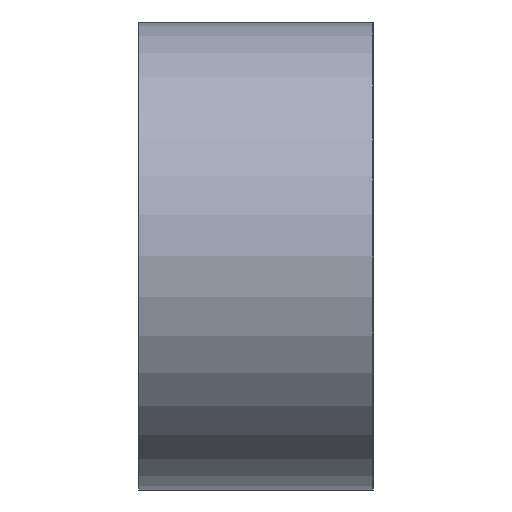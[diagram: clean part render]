
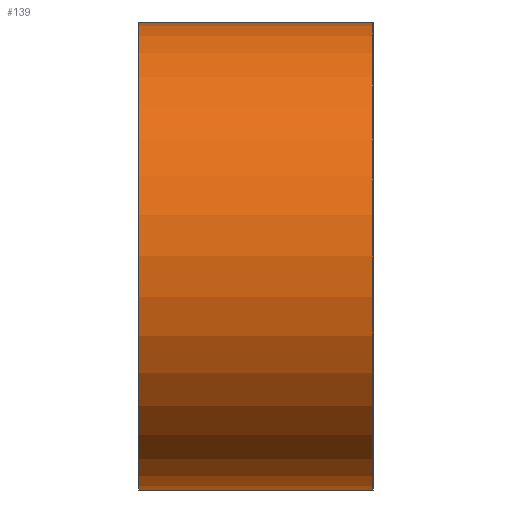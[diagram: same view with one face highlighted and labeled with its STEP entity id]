
A CAD part, left-side view. The second image highlights one B-rep face of the part: STEP entity #139.
In plain terms, the highlighted cylindrical face has radius 10 mm (diameter 20 mm), a partial arc.
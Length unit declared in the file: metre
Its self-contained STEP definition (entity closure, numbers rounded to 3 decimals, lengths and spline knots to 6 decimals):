
#17=CIRCLE('',#163,0.01);
#19=CIRCLE('',#166,0.01);
#23=CYLINDRICAL_SURFACE('',#168,0.01);
#52=ORIENTED_EDGE('',*,*,#71,.F.);
#53=ORIENTED_EDGE('',*,*,#63,.F.);
#54=ORIENTED_EDGE('',*,*,#69,.F.);
#55=ORIENTED_EDGE('',*,*,#59,.F.);
#59=EDGE_CURVE('',#75,#72,#87,.F.);
#63=EDGE_CURVE('',#79,#76,#91,.T.);
#69=EDGE_CURVE('',#72,#79,#17,.T.);
#71=EDGE_CURVE('',#76,#75,#19,.F.);
#72=VERTEX_POINT('',#214);
#75=VERTEX_POINT('',#219);
#76=VERTEX_POINT('',#223);
#79=VERTEX_POINT('',#228);
#87=LINE('',#220,#95);
#91=LINE('',#229,#99);
#95=VECTOR('',#176,1.);
#99=VECTOR('',#182,1.);
#113=EDGE_LOOP('',(#52,#53,#54,#55));
#127=FACE_BOUND('',#113,.T.);
#139=ADVANCED_FACE('',(#127),#23,.T.);
#163=AXIS2_PLACEMENT_3D('',#242,#199,#200);
#166=AXIS2_PLACEMENT_3D('',#245,#205,#206);
#168=AXIS2_PLACEMENT_3D('',#247,#209,#210);
#176=DIRECTION('',(0.,1.,0.));
#182=DIRECTION('',(0.,1.,0.));
#199=DIRECTION('',(0.,-1.,0.));
#200=DIRECTION('',(0.,0.,-1.));
#205=DIRECTION('',(0.,-1.,0.));
#206=DIRECTION('',(0.,0.,-1.));
#209=DIRECTION('',(0.,-1.,0.));
#210=DIRECTION('',(0.,0.,-1.));
#214=CARTESIAN_POINT('',(0.01,-0.01,0.));
#219=CARTESIAN_POINT('',(0.01,0.,0.));
#220=CARTESIAN_POINT('',(0.01,-0.01,0.));
#223=CARTESIAN_POINT('',(0.01,0.,-0.02));
#228=CARTESIAN_POINT('',(0.01,-0.01,-0.02));
#229=CARTESIAN_POINT('',(0.01,-0.01,-0.02));
#242=CARTESIAN_POINT('',(0.01,-0.01,-0.01));
#245=CARTESIAN_POINT('',(0.01,0.,-0.01));
#247=CARTESIAN_POINT('',(0.01,-0.01,-0.01));
